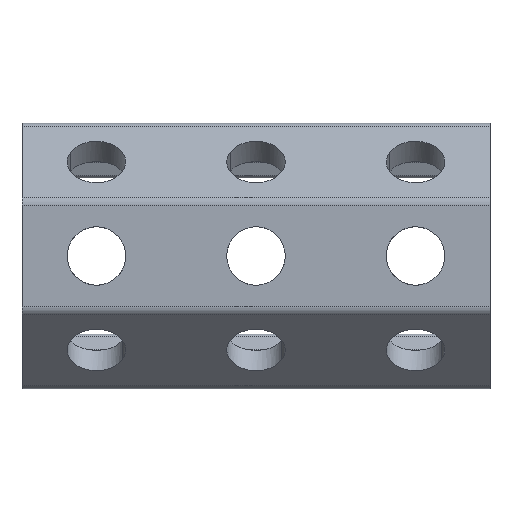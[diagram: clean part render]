
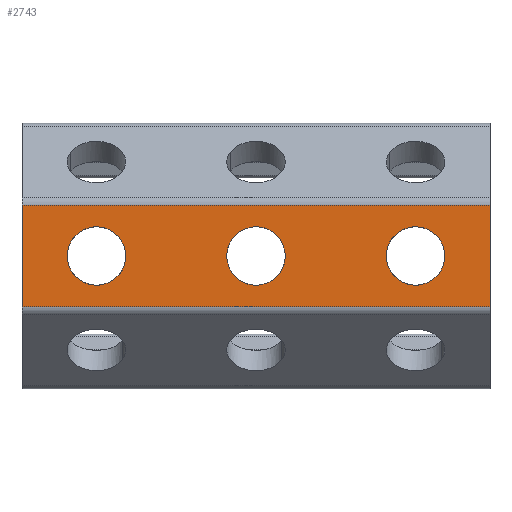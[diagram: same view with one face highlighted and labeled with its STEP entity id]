
A CAD part, front view. The second image highlights one B-rep face of the part: STEP entity #2743.
In plain terms, the highlighted planar face has unit normal (0, -1, 0).
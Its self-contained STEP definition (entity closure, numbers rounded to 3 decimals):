
#169=CARTESIAN_POINT('Vertex',(88.,-25.,9.527)) ;
#172=CARTESIAN_POINT('Line Origine',(88.,-25.,0.)) ;
#176=CARTESIAN_POINT('Vertex',(88.,-25.,-9.527)) ;
#728=CARTESIAN_POINT('Vertex',(0.,-25.,9.527)) ;
#731=CARTESIAN_POINT('Line Origine',(44.,-25.,9.527)) ;
#748=CARTESIAN_POINT('Line Origine',(44.,-25.,-9.527)) ;
#752=CARTESIAN_POINT('Vertex',(0.,-25.,-9.527)) ;
#1925=CARTESIAN_POINT('Line Origine',(0.,-25.,0.)) ;
#2489=CARTESIAN_POINT('Vertex',(18.827,-25.,-2.637)) ;
#2492=CARTESIAN_POINT('Axis2P3D Location',(14.,-25.,0.)) ;
#2496=CARTESIAN_POINT('Vertex',(9.173,-25.,2.637)) ;
#2530=CARTESIAN_POINT('Axis2P3D Location',(14.,-25.,0.)) ;
#2692=CARTESIAN_POINT('Axis2P3D Location',(0.,-25.,-9.527)) ;
#2707=CARTESIAN_POINT('Axis2P3D Location',(74.,-25.,0.)) ;
#2711=CARTESIAN_POINT('Vertex',(69.173,-25.,2.637)) ;
#2713=CARTESIAN_POINT('Vertex',(78.827,-25.,-2.637)) ;
#2716=CARTESIAN_POINT('Axis2P3D Location',(74.,-25.,0.)) ;
#2725=CARTESIAN_POINT('Axis2P3D Location',(44.,-25.,0.)) ;
#2729=CARTESIAN_POINT('Vertex',(39.173,-25.,2.637)) ;
#2731=CARTESIAN_POINT('Vertex',(48.827,-25.,-2.637)) ;
#2734=CARTESIAN_POINT('Axis2P3D Location',(44.,-25.,0.)) ;
#173=DIRECTION('Vector Direction',(0.,0.,1.)) ;
#732=DIRECTION('Vector Direction',(1.,0.,0.)) ;
#749=DIRECTION('Vector Direction',(1.,0.,0.)) ;
#1926=DIRECTION('Vector Direction',(0.,0.,1.)) ;
#2493=DIRECTION('Axis2P3D Direction',(0.,1.,0.)) ;
#2531=DIRECTION('Axis2P3D Direction',(0.,1.,0.)) ;
#2693=DIRECTION('Axis2P3D Direction',(0.,1.,0.)) ;
#2694=DIRECTION('Axis2P3D XDirection',(0.,0.,1.)) ;
#2708=DIRECTION('Axis2P3D Direction',(0.,1.,0.)) ;
#2717=DIRECTION('Axis2P3D Direction',(0.,1.,0.)) ;
#2726=DIRECTION('Axis2P3D Direction',(0.,1.,0.)) ;
#2735=DIRECTION('Axis2P3D Direction',(0.,1.,0.)) ;
#2494=AXIS2_PLACEMENT_3D('Circle Axis2P3D',#2492,#2493,$) ;
#2532=AXIS2_PLACEMENT_3D('Circle Axis2P3D',#2530,#2531,$) ;
#2695=AXIS2_PLACEMENT_3D('Plane Axis2P3D',#2692,#2693,#2694) ;
#2709=AXIS2_PLACEMENT_3D('Circle Axis2P3D',#2707,#2708,$) ;
#2718=AXIS2_PLACEMENT_3D('Circle Axis2P3D',#2716,#2717,$) ;
#2727=AXIS2_PLACEMENT_3D('Circle Axis2P3D',#2725,#2726,$) ;
#2736=AXIS2_PLACEMENT_3D('Circle Axis2P3D',#2734,#2735,$) ;
#2698=ORIENTED_EDGE('',*,*,#735,.F.) ;
#2699=ORIENTED_EDGE('',*,*,#1929,.T.) ;
#2700=ORIENTED_EDGE('',*,*,#754,.T.) ;
#2701=ORIENTED_EDGE('',*,*,#178,.F.) ;
#2704=ORIENTED_EDGE('',*,*,#2498,.T.) ;
#2705=ORIENTED_EDGE('',*,*,#2534,.T.) ;
#2722=ORIENTED_EDGE('',*,*,#2715,.T.) ;
#2723=ORIENTED_EDGE('',*,*,#2720,.T.) ;
#2740=ORIENTED_EDGE('',*,*,#2733,.T.) ;
#2741=ORIENTED_EDGE('',*,*,#2738,.T.) ;
#2706=FACE_BOUND('',#2703,.T.) ;
#2724=FACE_BOUND('',#2721,.T.) ;
#2742=FACE_BOUND('',#2739,.T.) ;
#174=VECTOR('Line Direction',#173,1.) ;
#733=VECTOR('Line Direction',#732,1.) ;
#750=VECTOR('Line Direction',#749,1.) ;
#1927=VECTOR('Line Direction',#1926,1.) ;
#2743=ADVANCED_FACE('\X2\96F64EF651E04F554F53\X0\',(#2702,#2706,#2724,#2742),#2696,.F.) ;
#2495=CIRCLE('generated circle',#2494,5.5) ;
#2533=CIRCLE('generated circle',#2532,5.5) ;
#2710=CIRCLE('generated circle',#2709,5.5) ;
#2719=CIRCLE('generated circle',#2718,5.5) ;
#2728=CIRCLE('generated circle',#2727,5.5) ;
#2737=CIRCLE('generated circle',#2736,5.5) ;
#178=EDGE_CURVE('',#170,#177,#175,.F.) ;
#735=EDGE_CURVE('',#729,#170,#734,.T.) ;
#754=EDGE_CURVE('',#753,#177,#751,.T.) ;
#1929=EDGE_CURVE('',#729,#753,#1928,.F.) ;
#2498=EDGE_CURVE('',#2497,#2490,#2495,.T.) ;
#2534=EDGE_CURVE('',#2490,#2497,#2533,.T.) ;
#2715=EDGE_CURVE('',#2712,#2714,#2710,.T.) ;
#2720=EDGE_CURVE('',#2714,#2712,#2719,.T.) ;
#2733=EDGE_CURVE('',#2730,#2732,#2728,.T.) ;
#2738=EDGE_CURVE('',#2732,#2730,#2737,.T.) ;
#2697=EDGE_LOOP('',(#2698,#2699,#2700,#2701)) ;
#2703=EDGE_LOOP('',(#2704,#2705)) ;
#2721=EDGE_LOOP('',(#2722,#2723)) ;
#2739=EDGE_LOOP('',(#2740,#2741)) ;
#2702=FACE_OUTER_BOUND('',#2697,.T.) ;
#175=LINE('Line',#172,#174) ;
#734=LINE('Line',#731,#733) ;
#751=LINE('Line',#748,#750) ;
#1928=LINE('Line',#1925,#1927) ;
#2696=PLANE('',#2695) ;
#170=VERTEX_POINT('',#169) ;
#177=VERTEX_POINT('',#176) ;
#729=VERTEX_POINT('',#728) ;
#753=VERTEX_POINT('',#752) ;
#2490=VERTEX_POINT('',#2489) ;
#2497=VERTEX_POINT('',#2496) ;
#2712=VERTEX_POINT('',#2711) ;
#2714=VERTEX_POINT('',#2713) ;
#2730=VERTEX_POINT('',#2729) ;
#2732=VERTEX_POINT('',#2731) ;
